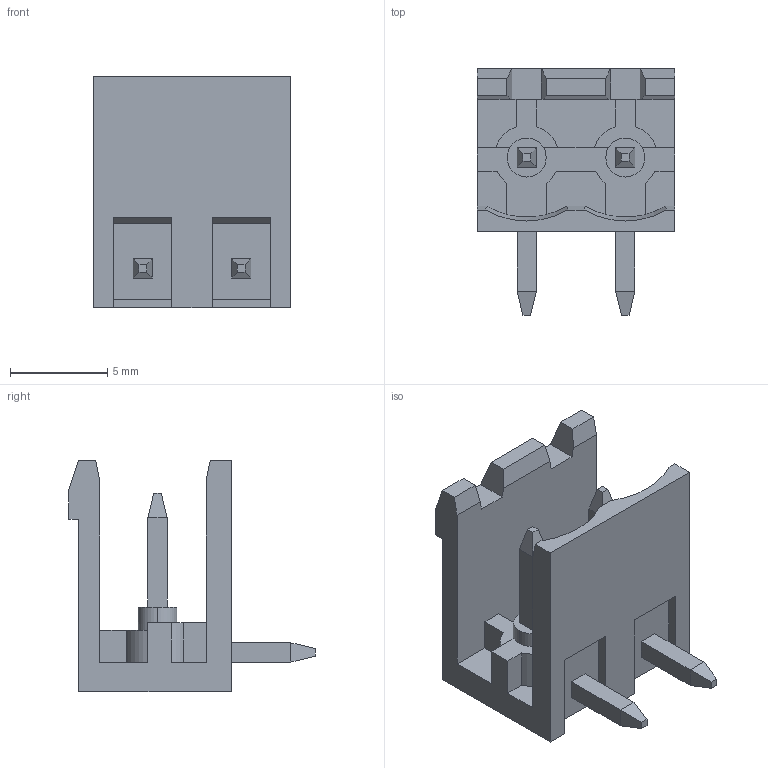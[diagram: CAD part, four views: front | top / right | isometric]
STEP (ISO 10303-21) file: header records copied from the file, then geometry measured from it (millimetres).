
FILE_DESCRIPTION(('CAx-IF Rec.Pracs.---Model Styling and Organization---1.5---2016-08-15','CAx-IF Rec.Pracs.---Geometric and Assembly Validation Properties---4.4---2016-08-17','CAx-IF Rec.Pracs.---User Defined Attributes---1.5---2016-08-15','CAx-IF Rec.Pracs.---External References---2.1---2005-01-19'),'2;1');
FILE_NAME('1732918.step','2026-01-12T14:17:30',('Unspecified'),('Unspecified'),'CAD Exchanger 3.10.2 (cadexchanger.com)','Unspecified','');
FILE_SCHEMA(('AUTOMOTIVE_DESIGN { 1 0 10303 214 1 1 1 1 }'));
Length unit declared in the file: millimetre
Products named in the file (1): 395320002
Bounding box: 10.16 x 12.7 x 11.94 mm (x, y, z)
Volume: 400.4 mm3; surface area: 847.4 mm2
Topology: 1 solids, 1 shells, 119 faces, 325 edges, 214 vertices
Faces by surface type: plane 103, cylinder 14, cone 2
Entity records: 3736 total; most frequent: CARTESIAN_POINT 691, ORIENTED_EDGE 638, DIRECTION 599, EDGE_CURVE 325, LINE 275, VECTOR 275, VERTEX_POINT 214, AXIS2_PLACEMENT_3D 162
